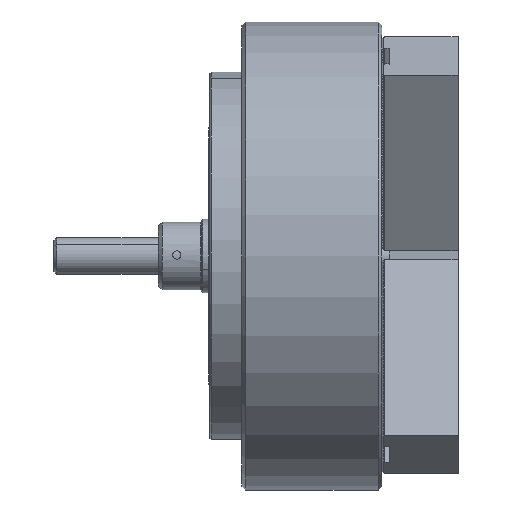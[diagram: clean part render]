
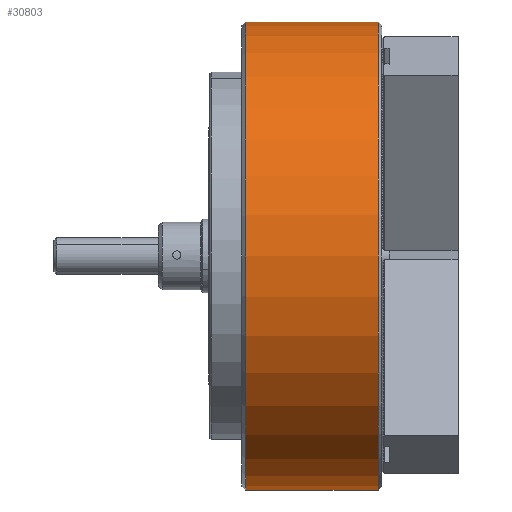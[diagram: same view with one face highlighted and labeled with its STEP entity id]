
A CAD part, front view. The second image highlights one B-rep face of the part: STEP entity #30803.
In plain terms, the highlighted cylindrical face has radius 190.5 mm (diameter 381 mm), a partial arc.
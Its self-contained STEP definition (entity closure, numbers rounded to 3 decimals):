
#145 = CARTESIAN_POINT ( 'NONE',  ( -111., 0., 0. ) ) ;
#422 = VERTEX_POINT ( 'NONE', #9439 ) ;
#1013 = DIRECTION ( 'NONE',  ( 1., 0., 0. ) ) ;
#2024 = ORIENTED_EDGE ( 'NONE', *, *, #13955, .F. ) ;
#3295 = DIRECTION ( 'NONE',  ( 0., 0., -1. ) ) ;
#3566 = CARTESIAN_POINT ( 'NONE',  ( -111., 0., -190.5 ) ) ;
#3736 = DIRECTION ( 'NONE',  ( 0., 0., 1. ) ) ;
#6783 = CARTESIAN_POINT ( 'NONE',  ( 0., 0., -190.5 ) ) ;
#8325 = EDGE_CURVE ( 'NONE', #13533, #31969, #16091, .T. ) ;
#9439 = CARTESIAN_POINT ( 'NONE',  ( -111., 0., 190.5 ) ) ;
#10750 = FACE_OUTER_BOUND ( 'NONE', #43508, .T. ) ;
#11288 = AXIS2_PLACEMENT_3D ( 'NONE', #36808, #1013, #26170 ) ;
#12115 = DIRECTION ( 'NONE',  ( 1., 0., 0. ) ) ;
#12561 = ORIENTED_EDGE ( 'NONE', *, *, #31631, .T. ) ;
#13533 = VERTEX_POINT ( 'NONE', #42008 ) ;
#13955 = EDGE_CURVE ( 'NONE', #422, #31969, #19170, .T. ) ;
#16091 = CIRCLE ( 'NONE', #32988, 190.5 ) ;
#19170 = LINE ( 'NONE', #26414, #37051 ) ;
#20346 = AXIS2_PLACEMENT_3D ( 'NONE', #145, #25323, #3736 ) ;
#20845 = LINE ( 'NONE', #6783, #30303 ) ;
#21919 = EDGE_CURVE ( 'NONE', #36928, #13533, #20845, .T. ) ;
#24743 = CIRCLE ( 'NONE', #20346, 190.5 ) ;
#24869 = DIRECTION ( 'NONE',  ( -1., 0., 0. ) ) ;
#25323 = DIRECTION ( 'NONE',  ( 1., 0., 0. ) ) ;
#26170 = DIRECTION ( 'NONE',  ( 0., 0., -1. ) ) ;
#26414 = CARTESIAN_POINT ( 'NONE',  ( 0., 0., 190.5 ) ) ;
#28201 = ORIENTED_EDGE ( 'NONE', *, *, #21919, .T. ) ;
#30303 = VECTOR ( 'NONE', #31905, 1000. ) ;
#30803 = ADVANCED_FACE ( 'NONE', ( #10750 ), #37121, .T. ) ;
#31631 = EDGE_CURVE ( 'NONE', #422, #36928, #24743, .T. ) ;
#31905 = DIRECTION ( 'NONE',  ( 1., 0., 0. ) ) ;
#31969 = VERTEX_POINT ( 'NONE', #45206 ) ;
#32988 = AXIS2_PLACEMENT_3D ( 'NONE', #46338, #24869, #3295 ) ;
#34326 = ORIENTED_EDGE ( 'NONE', *, *, #8325, .T. ) ;
#36808 = CARTESIAN_POINT ( 'NONE',  ( 0., 0., 0. ) ) ;
#36928 = VERTEX_POINT ( 'NONE', #3566 ) ;
#37051 = VECTOR ( 'NONE', #12115, 1000. ) ;
#37121 = CYLINDRICAL_SURFACE ( 'NONE', #11288, 190.5 ) ;
#42008 = CARTESIAN_POINT ( 'NONE',  ( -3., 0., -190.5 ) ) ;
#43508 = EDGE_LOOP ( 'NONE', ( #2024, #12561, #28201, #34326 ) ) ;
#45206 = CARTESIAN_POINT ( 'NONE',  ( -3., 0., 190.5 ) ) ;
#46338 = CARTESIAN_POINT ( 'NONE',  ( -3., 0., 0. ) ) ;
